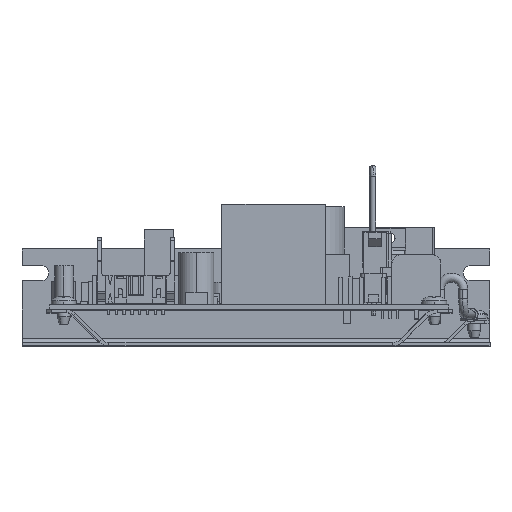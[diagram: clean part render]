
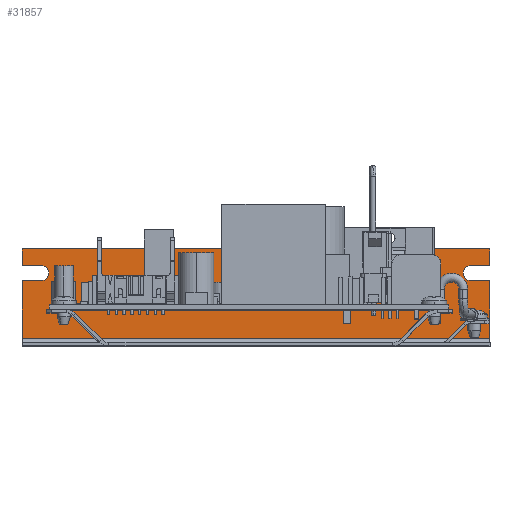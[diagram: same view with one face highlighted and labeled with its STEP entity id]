
A CAD part, top view. The second image highlights one B-rep face of the part: STEP entity #31857.
In plain terms, the highlighted planar face has unit normal (0, 0, 1).
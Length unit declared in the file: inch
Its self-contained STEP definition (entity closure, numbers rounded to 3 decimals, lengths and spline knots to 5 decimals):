
#335 = EDGE_CURVE ( 'NONE', #48980, #54971, #49304, .T. ) ;
#419 = VERTEX_POINT ( 'NONE', #12545 ) ;
#1628 = DIRECTION ( 'NONE',  ( -1., 0., 0. ) ) ;
#1853 = DIRECTION ( 'NONE',  ( 0., -1., 0. ) ) ;
#1925 = EDGE_CURVE ( 'NONE', #419, #77984, #3956, .T. ) ;
#2382 = ORIENTED_EDGE ( 'NONE', *, *, #38142, .F. ) ;
#3402 = EDGE_CURVE ( 'NONE', #26046, #53892, #43108, .T. ) ;
#3936 = CARTESIAN_POINT ( 'NONE',  ( 3., 1.2498, -2.34 ) ) ;
#3956 = LINE ( 'NONE', #57212, #78310 ) ;
#5213 = CARTESIAN_POINT ( 'NONE',  ( 2.75, 0.8448, -2.34 ) ) ;
#5872 = AXIS2_PLACEMENT_3D ( 'NONE', #53345, #10208, #60574 ) ;
#6105 = CARTESIAN_POINT ( 'NONE',  ( -3., 1.2498, -2.34 ) ) ;
#9726 = CARTESIAN_POINT ( 'NONE',  ( -3., 1.0348, -2.34 ) ) ;
#9843 = ORIENTED_EDGE ( 'NONE', *, *, #52012, .F. ) ;
#10144 = VERTEX_POINT ( 'NONE', #52423 ) ;
#10208 = DIRECTION ( 'NONE',  ( 0., 0., 1. ) ) ;
#11780 = DIRECTION ( 'NONE',  ( 1., 0., 0. ) ) ;
#12545 = CARTESIAN_POINT ( 'NONE',  ( 3., 0.8448, -2.34 ) ) ;
#12910 = ORIENTED_EDGE ( 'NONE', *, *, #48999, .F. ) ;
#13356 = DIRECTION ( 'NONE',  ( 0., 1., 0. ) ) ;
#14187 = VERTEX_POINT ( 'NONE', #48697 ) ;
#17133 = ORIENTED_EDGE ( 'NONE', *, *, #64756, .F. ) ;
#18438 = PLANE ( 'NONE',  #18625 ) ;
#18625 = AXIS2_PLACEMENT_3D ( 'NONE', #3936, #68812, #25673 ) ;
#19278 = CARTESIAN_POINT ( 'NONE',  ( -3., 1.0348, -2.34 ) ) ;
#20224 = VECTOR ( 'NONE', #1853, 39.37008 ) ;
#20333 = EDGE_LOOP ( 'NONE', ( #78858, #17133, #46319, #9843, #12910, #40499, #2382, #90136, #42654, #62834, #75137, #20507, #47219 ) ) ;
#20507 = ORIENTED_EDGE ( 'NONE', *, *, #69430, .F. ) ;
#23431 = LINE ( 'NONE', #5213, #74132 ) ;
#23788 = VERTEX_POINT ( 'NONE', #40559 ) ;
#24725 = DIRECTION ( 'NONE',  ( 0., 0., 1. ) ) ;
#25673 = DIRECTION ( 'NONE',  ( 0., -1., 0. ) ) ;
#26046 = VERTEX_POINT ( 'NONE', #37914 ) ;
#26499 = DIRECTION ( 'NONE',  ( -1., 0., 0. ) ) ;
#27151 = CIRCLE ( 'NONE', #61553, 0.095 ) ;
#27538 = EDGE_CURVE ( 'NONE', #70959, #23788, #82505, .T. ) ;
#28373 = EDGE_CURVE ( 'NONE', #54971, #26046, #50782, .T. ) ;
#29249 = FACE_OUTER_BOUND ( 'NONE', #20333, .T. ) ;
#29802 = CARTESIAN_POINT ( 'NONE',  ( 3., 1.2498, -2.34 ) ) ;
#30138 = VECTOR ( 'NONE', #54752, 39.37008 ) ;
#31677 = VECTOR ( 'NONE', #1628, 39.37008 ) ;
#31857 = ADVANCED_FACE ( 'Face3', ( #29249 ), #18438, .T. ) ;
#32028 = EDGE_CURVE ( 'NONE', #75276, #10144, #90053, .T. ) ;
#34812 = VECTOR ( 'NONE', #13356, 39.37008 ) ;
#37045 = EDGE_CURVE ( 'NONE', #88098, #419, #23431, .T. ) ;
#37914 = CARTESIAN_POINT ( 'NONE',  ( -2.75, 0.8448, -2.34 ) ) ;
#38142 = EDGE_CURVE ( 'NONE', #72937, #75276, #62661, .T. ) ;
#40499 = ORIENTED_EDGE ( 'NONE', *, *, #32028, .F. ) ;
#40559 = CARTESIAN_POINT ( 'NONE',  ( 2.75, 1.0348, -2.34 ) ) ;
#42066 = CARTESIAN_POINT ( 'NONE',  ( 2.75, 0.9398, -2.34 ) ) ;
#42654 = ORIENTED_EDGE ( 'NONE', *, *, #3402, .F. ) ;
#43076 = DIRECTION ( 'NONE',  ( 0., -1., 0. ) ) ;
#43108 = CIRCLE ( 'NONE', #5872, 0.095 ) ;
#43406 = CARTESIAN_POINT ( 'NONE',  ( -2.655, 0.9398, -2.34 ) ) ;
#43533 = VECTOR ( 'NONE', #26499, 39.37008 ) ;
#43760 = CARTESIAN_POINT ( 'NONE',  ( 3., 1.0348, -2.34 ) ) ;
#45706 = CIRCLE ( 'NONE', #82251, 0.095 ) ;
#46319 = ORIENTED_EDGE ( 'NONE', *, *, #27538, .F. ) ;
#46384 = CARTESIAN_POINT ( 'NONE',  ( 3., 1.0348, -2.34 ) ) ;
#46471 = VECTOR ( 'NONE', #72394, 39.37008 ) ;
#47219 = ORIENTED_EDGE ( 'NONE', *, *, #1925, .F. ) ;
#48362 = DIRECTION ( 'NONE',  ( 1., 0., 0. ) ) ;
#48567 = VECTOR ( 'NONE', #11780, 39.37008 ) ;
#48669 = CARTESIAN_POINT ( 'NONE',  ( 3., 0.1018, -2.34 ) ) ;
#48697 = CARTESIAN_POINT ( 'NONE',  ( 3., 1.2498, -2.34 ) ) ;
#48980 = VERTEX_POINT ( 'NONE', #65689 ) ;
#48999 = EDGE_CURVE ( 'Edge71', #10144, #14187, #92065, .T. ) ;
#49304 = LINE ( 'NONE', #83405, #30138 ) ;
#49309 = DIRECTION ( 'NONE',  ( 1., 0., 0. ) ) ;
#50782 = LINE ( 'NONE', #83575, #48567 ) ;
#52012 = EDGE_CURVE ( 'NONE', #14187, #70959, #58490, .T. ) ;
#52423 = CARTESIAN_POINT ( 'NONE',  ( -3., 1.2498, -2.34 ) ) ;
#53345 = CARTESIAN_POINT ( 'NONE',  ( -2.75, 0.9398, -2.34 ) ) ;
#53892 = VERTEX_POINT ( 'NONE', #43406 ) ;
#54752 = DIRECTION ( 'NONE',  ( 0., 1., 0. ) ) ;
#54971 = VERTEX_POINT ( 'NONE', #63005 ) ;
#57212 = CARTESIAN_POINT ( 'NONE',  ( 3., 0.0418, -2.34 ) ) ;
#58490 = LINE ( 'NONE', #66739, #20224 ) ;
#60574 = DIRECTION ( 'NONE',  ( -1., 0., 0. ) ) ;
#61553 = AXIS2_PLACEMENT_3D ( 'NONE', #42066, #92458, #49309 ) ;
#62661 = LINE ( 'NONE', #19278, #43533 ) ;
#62834 = ORIENTED_EDGE ( 'NONE', *, *, #28373, .F. ) ;
#63005 = CARTESIAN_POINT ( 'NONE',  ( -3., 0.8448, -2.34 ) ) ;
#64756 = EDGE_CURVE ( 'NONE', #23788, #88098, #27151, .T. ) ;
#65689 = CARTESIAN_POINT ( 'NONE',  ( -3., 0.1018, -2.34 ) ) ;
#66739 = CARTESIAN_POINT ( 'NONE',  ( 3., 0.0418, -2.34 ) ) ;
#67885 = CARTESIAN_POINT ( 'NONE',  ( -2.75, 0.9398, -2.34 ) ) ;
#68812 = DIRECTION ( 'NONE',  ( 0., 0., 1. ) ) ;
#69430 = EDGE_CURVE ( 'NONE', #77984, #48980, #89150, .T. ) ;
#70959 = VERTEX_POINT ( 'NONE', #46384 ) ;
#72394 = DIRECTION ( 'NONE',  ( -1., 0., 0. ) ) ;
#72937 = VERTEX_POINT ( 'NONE', #77802 ) ;
#74132 = VECTOR ( 'NONE', #48362, 39.37008 ) ;
#75109 = DIRECTION ( 'NONE',  ( -1., 0., 0. ) ) ;
#75137 = ORIENTED_EDGE ( 'NONE', *, *, #335, .F. ) ;
#75276 = VERTEX_POINT ( 'NONE', #9726 ) ;
#75932 = EDGE_CURVE ( 'NONE', #53892, #72937, #45706, .T. ) ;
#77802 = CARTESIAN_POINT ( 'NONE',  ( -2.75, 1.0348, -2.34 ) ) ;
#77984 = VERTEX_POINT ( 'NONE', #48669 ) ;
#78310 = VECTOR ( 'NONE', #43076, 39.37008 ) ;
#78858 = ORIENTED_EDGE ( 'NONE', *, *, #37045, .F. ) ;
#80150 = DIRECTION ( 'NONE',  ( 1., 0., 0. ) ) ;
#82251 = AXIS2_PLACEMENT_3D ( 'NONE', #67885, #24725, #75109 ) ;
#82505 = LINE ( 'NONE', #43760, #46471 ) ;
#83405 = CARTESIAN_POINT ( 'NONE',  ( -3., 1.2498, -2.34 ) ) ;
#83575 = CARTESIAN_POINT ( 'NONE',  ( -2.75, 0.8448, -2.34 ) ) ;
#87305 = CARTESIAN_POINT ( 'NONE',  ( 2.75, 0.8448, -2.34 ) ) ;
#87943 = CARTESIAN_POINT ( 'NONE',  ( 3., 0.1018, -2.34 ) ) ;
#88098 = VERTEX_POINT ( 'NONE', #87305 ) ;
#89150 = LINE ( 'NONE', #87943, #31677 ) ;
#89775 = VECTOR ( 'NONE', #80150, 39.37008 ) ;
#90053 = LINE ( 'NONE', #6105, #34812 ) ;
#90136 = ORIENTED_EDGE ( 'NONE', *, *, #75932, .F. ) ;
#92065 = LINE ( 'NONE', #29802, #89775 ) ;
#92458 = DIRECTION ( 'NONE',  ( 0., 0., 1. ) ) ;
